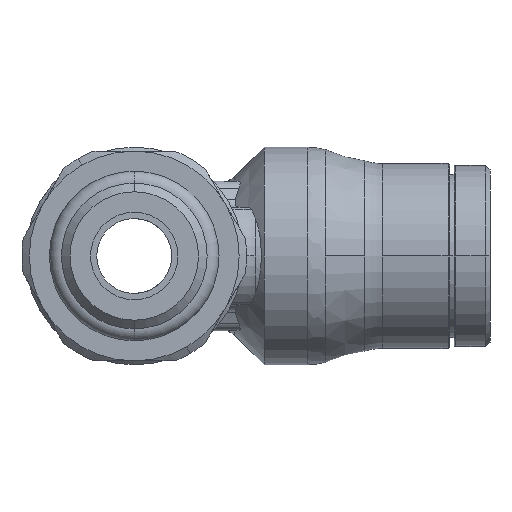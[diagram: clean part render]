
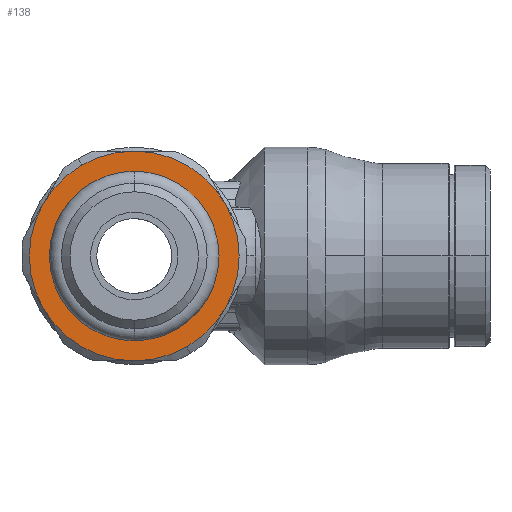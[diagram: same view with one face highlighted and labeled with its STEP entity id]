
A CAD part, left-side view. The second image highlights one B-rep face of the part: STEP entity #138.
In plain terms, the highlighted planar face has unit normal (-1, 0, 0).
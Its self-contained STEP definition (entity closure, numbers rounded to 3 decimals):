
#138=ADVANCED_FACE('',(#436,#437),#438,.T.);
#436=FACE_BOUND('',#851,.T.);
#437=FACE_OUTER_BOUND('',#852,.T.);
#438=PLANE('',#853);
#851=EDGE_LOOP('',(#1809,#1810));
#852=EDGE_LOOP('',(#1811,#1812,#1813,#1814,#1815,#1816,#1817,#1818));
#853=AXIS2_PLACEMENT_3D('',#1819,#1820,#1821);
#1809=ORIENTED_EDGE('',*,*,#2966,.T.);
#1810=ORIENTED_EDGE('',*,*,#2933,.T.);
#1811=ORIENTED_EDGE('',*,*,#3014,.F.);
#1812=ORIENTED_EDGE('',*,*,#2903,.F.);
#1813=ORIENTED_EDGE('',*,*,#3016,.F.);
#1814=ORIENTED_EDGE('',*,*,#3018,.F.);
#1815=ORIENTED_EDGE('',*,*,#3021,.F.);
#1816=ORIENTED_EDGE('',*,*,#3023,.F.);
#1817=ORIENTED_EDGE('',*,*,#2901,.F.);
#1818=ORIENTED_EDGE('',*,*,#3025,.F.);
#1819=CARTESIAN_POINT('',(-26.5,0.,0.));
#1820=DIRECTION('',(-1.0,0.,0.));
#1821=DIRECTION('',(0.,-0.866,0.5));
#2901=EDGE_CURVE('',#3584,#3580,#3586,.T.);
#2903=EDGE_CURVE('',#3587,#3590,#3591,.T.);
#2933=EDGE_CURVE('',#3638,#3640,#3642,.T.);
#2966=EDGE_CURVE('',#3640,#3638,#3695,.T.);
#3014=EDGE_CURVE('',#3590,#3762,#3768,.T.);
#3016=EDGE_CURVE('',#3769,#3587,#3771,.T.);
#3018=EDGE_CURVE('',#3772,#3769,#3774,.T.);
#3021=EDGE_CURVE('',#3776,#3772,#3778,.T.);
#3023=EDGE_CURVE('',#3580,#3776,#3780,.T.);
#3025=EDGE_CURVE('',#3762,#3584,#3782,.T.);
#3580=VERTEX_POINT('',#5015);
#3584=VERTEX_POINT('',#5020);
#3586=CIRCLE('',#5033,7.0);
#3587=VERTEX_POINT('',#5034);
#3590=VERTEX_POINT('',#5038);
#3591=CIRCLE('',#5039,7.0);
#3638=VERTEX_POINT('',#5133);
#3640=VERTEX_POINT('',#5135);
#3642=CIRCLE('',#5137,5.66);
#3695=CIRCLE('',#5202,5.66);
#3762=VERTEX_POINT('',#5367);
#3768=CIRCLE('',#5428,7.0);
#3769=VERTEX_POINT('',#5429);
#3771=CIRCLE('',#5442,7.0);
#3772=VERTEX_POINT('',#5443);
#3774=CIRCLE('',#5456,7.0);
#3776=VERTEX_POINT('',#5469);
#3778=CIRCLE('',#5482,7.0);
#3780=CIRCLE('',#5495,7.0);
#3782=CIRCLE('',#5508,7.0);
#5015=CARTESIAN_POINT('',(-26.5,3.5,6.062));
#5020=CARTESIAN_POINT('',(-26.5,6.062,3.5));
#5033=AXIS2_PLACEMENT_3D('',#6797,#6798,#6799);
#5034=CARTESIAN_POINT('',(-26.5,-3.5,-6.062));
#5038=CARTESIAN_POINT('',(-26.5,0.,-7.0));
#5039=AXIS2_PLACEMENT_3D('',#6801,#6802,#6803);
#5133=CARTESIAN_POINT('',(-26.5,0.,5.66));
#5135=CARTESIAN_POINT('',(-26.5,0.,-5.66));
#5137=AXIS2_PLACEMENT_3D('',#6854,#6855,#6856);
#5202=AXIS2_PLACEMENT_3D('',#6929,#6930,#6931);
#5367=CARTESIAN_POINT('',(-26.5,6.062,-3.5));
#5428=AXIS2_PLACEMENT_3D('',#7014,#7015,#7016);
#5429=CARTESIAN_POINT('',(-26.5,-6.062,-3.5));
#5442=AXIS2_PLACEMENT_3D('',#7017,#7018,#7019);
#5443=CARTESIAN_POINT('',(-26.5,-6.062,3.5));
#5456=AXIS2_PLACEMENT_3D('',#7020,#7021,#7022);
#5469=CARTESIAN_POINT('',(-26.5,0.,7.0));
#5482=AXIS2_PLACEMENT_3D('',#7023,#7024,#7025);
#5495=AXIS2_PLACEMENT_3D('',#7026,#7027,#7028);
#5508=AXIS2_PLACEMENT_3D('',#7029,#7030,#7031);
#6797=CARTESIAN_POINT('',(-26.5,0.,0.));
#6798=DIRECTION('',(1.0,0.,0.));
#6799=DIRECTION('',(0.,0.5,0.866));
#6801=CARTESIAN_POINT('',(-26.5,0.,0.));
#6802=DIRECTION('',(1.0,0.,0.));
#6803=DIRECTION('',(0.,0.5,0.866));
#6854=CARTESIAN_POINT('',(-26.5,0.,0.));
#6855=DIRECTION('',(1.0,0.,0.));
#6856=DIRECTION('',(0.,0.,1.0));
#6929=CARTESIAN_POINT('',(-26.5,0.,0.));
#6930=DIRECTION('',(1.0,0.,0.));
#6931=DIRECTION('',(0.,0.,1.0));
#7014=CARTESIAN_POINT('',(-26.5,0.,0.));
#7015=DIRECTION('',(1.0,0.,0.));
#7016=DIRECTION('',(0.,0.5,0.866));
#7017=CARTESIAN_POINT('',(-26.5,0.,0.));
#7018=DIRECTION('',(1.0,0.,0.));
#7019=DIRECTION('',(0.,0.5,0.866));
#7020=CARTESIAN_POINT('',(-26.5,0.,0.));
#7021=DIRECTION('',(1.0,0.,0.));
#7022=DIRECTION('',(0.,0.5,0.866));
#7023=CARTESIAN_POINT('',(-26.5,0.,0.));
#7024=DIRECTION('',(1.0,0.,0.));
#7025=DIRECTION('',(0.,0.5,0.866));
#7026=CARTESIAN_POINT('',(-26.5,0.,0.));
#7027=DIRECTION('',(1.0,0.,0.));
#7028=DIRECTION('',(0.,0.5,0.866));
#7029=CARTESIAN_POINT('',(-26.5,0.,0.));
#7030=DIRECTION('',(1.0,0.,0.));
#7031=DIRECTION('',(0.,0.5,0.866));
